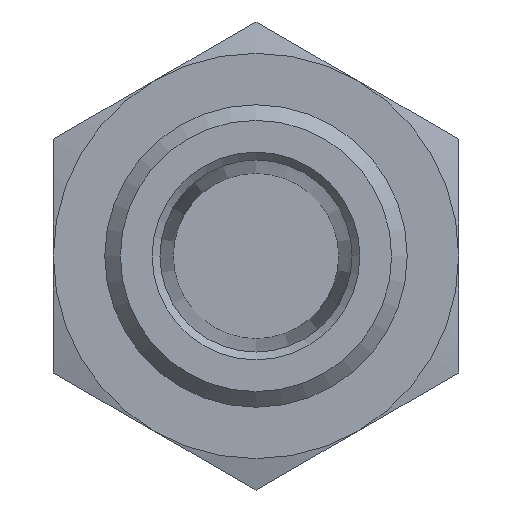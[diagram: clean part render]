
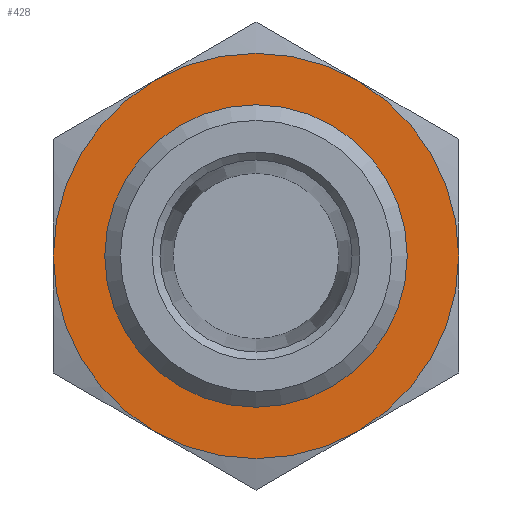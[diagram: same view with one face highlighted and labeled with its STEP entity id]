
A CAD part, front view. The second image highlights one B-rep face of the part: STEP entity #428.
In plain terms, the highlighted planar face has unit normal (0, -1, 0).
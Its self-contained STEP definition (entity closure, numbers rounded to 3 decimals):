
#63=PLANE('',#483);
#74=FACE_BOUND('',#146,.T.);
#105=FACE_OUTER_BOUND('',#145,.T.);
#145=EDGE_LOOP('',(#362,#363,#364,#365,#366,#367));
#146=EDGE_LOOP('',(#368));
#165=CIRCLE('',#450,6.5);
#166=CIRCLE('',#452,6.5);
#167=CIRCLE('',#454,6.5);
#168=CIRCLE('',#456,6.5);
#169=CIRCLE('',#458,6.5);
#170=CIRCLE('',#460,6.5);
#178=CIRCLE('',#482,4.05);
#191=VERTEX_POINT('',#640);
#192=VERTEX_POINT('',#644);
#194=VERTEX_POINT('',#651);
#196=VERTEX_POINT('',#661);
#198=VERTEX_POINT('',#674);
#200=VERTEX_POINT('',#684);
#215=VERTEX_POINT('',#774);
#229=EDGE_CURVE('',#191,#192,#165,.T.);
#232=EDGE_CURVE('',#194,#191,#166,.T.);
#235=EDGE_CURVE('',#196,#194,#167,.T.);
#237=EDGE_CURVE('',#198,#196,#168,.T.);
#240=EDGE_CURVE('',#200,#198,#169,.T.);
#243=EDGE_CURVE('',#192,#200,#170,.T.);
#270=EDGE_CURVE('',#215,#215,#178,.T.);
#362=ORIENTED_EDGE('',*,*,#243,.T.);
#363=ORIENTED_EDGE('',*,*,#240,.T.);
#364=ORIENTED_EDGE('',*,*,#237,.T.);
#365=ORIENTED_EDGE('',*,*,#235,.T.);
#366=ORIENTED_EDGE('',*,*,#232,.T.);
#367=ORIENTED_EDGE('',*,*,#229,.T.);
#368=ORIENTED_EDGE('',*,*,#270,.T.);
#428=ADVANCED_FACE('',(#105,#74),#63,.T.);
#450=AXIS2_PLACEMENT_3D('',#648,#522,#523);
#452=AXIS2_PLACEMENT_3D('',#658,#526,#527);
#454=AXIS2_PLACEMENT_3D('',#668,#530,#531);
#456=AXIS2_PLACEMENT_3D('',#675,#534,#535);
#458=AXIS2_PLACEMENT_3D('',#685,#538,#539);
#460=AXIS2_PLACEMENT_3D('',#694,#542,#543);
#482=AXIS2_PLACEMENT_3D('',#775,#592,#593);
#483=AXIS2_PLACEMENT_3D('',#776,#594,#595);
#522=DIRECTION('center_axis',(0.,-1.,0.));
#523=DIRECTION('ref_axis',(1.,0.,0.));
#526=DIRECTION('center_axis',(0.,-1.,0.));
#527=DIRECTION('ref_axis',(1.,0.,0.));
#530=DIRECTION('center_axis',(0.,-1.,0.));
#531=DIRECTION('ref_axis',(1.,0.,0.));
#534=DIRECTION('center_axis',(0.,-1.,0.));
#535=DIRECTION('ref_axis',(1.,0.,0.));
#538=DIRECTION('center_axis',(0.,-1.,0.));
#539=DIRECTION('ref_axis',(1.,0.,0.));
#542=DIRECTION('center_axis',(0.,-1.,0.));
#543=DIRECTION('ref_axis',(1.,0.,0.));
#592=DIRECTION('center_axis',(0.,1.,0.));
#593=DIRECTION('ref_axis',(1.,0.,0.));
#594=DIRECTION('center_axis',(0.,-1.,0.));
#595=DIRECTION('ref_axis',(0.,0.,-1.));
#640=CARTESIAN_POINT('',(3.25,6.,-5.629));
#644=CARTESIAN_POINT('',(6.5,6.,0.));
#648=CARTESIAN_POINT('Origin',(0.,6.,0.));
#651=CARTESIAN_POINT('',(-3.25,6.,-5.629));
#658=CARTESIAN_POINT('Origin',(0.,6.,0.));
#661=CARTESIAN_POINT('',(-6.5,6.,0.));
#668=CARTESIAN_POINT('Origin',(0.,6.,0.));
#674=CARTESIAN_POINT('',(-3.25,6.,5.629));
#675=CARTESIAN_POINT('Origin',(0.,6.,0.));
#684=CARTESIAN_POINT('',(3.25,6.,5.629));
#685=CARTESIAN_POINT('Origin',(0.,6.,0.));
#694=CARTESIAN_POINT('Origin',(0.,6.,0.));
#774=CARTESIAN_POINT('',(0.,6.,4.05));
#775=CARTESIAN_POINT('Origin',(0.,6.,0.));
#776=CARTESIAN_POINT('Origin',(0.,6.,6.5));
